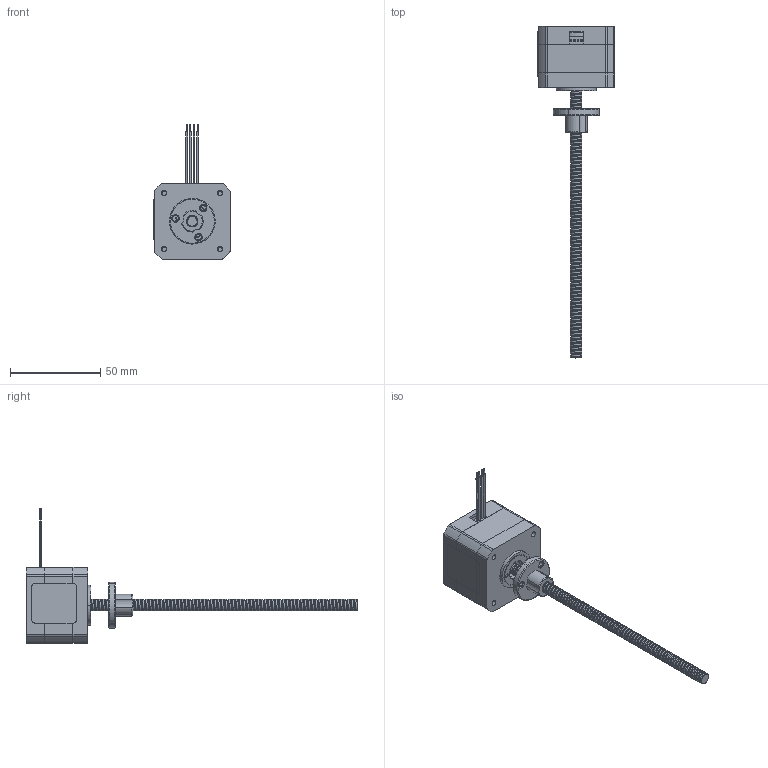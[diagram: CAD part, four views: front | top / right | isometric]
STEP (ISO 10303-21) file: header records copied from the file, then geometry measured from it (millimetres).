
FILE_DESCRIPTION (( 'STEP AP214' ), '1' );
FILE_NAME ('17E21-150.STEP', '2023-03-07T07:45:17', ( '' ), ( '' ), 'SwSTEP 2.0', 'SolidWorks 2022', '' );
FILE_SCHEMA (( 'AUTOMOTIVE_DESIGN' ));
Length unit declared in the file: millimetre
Products named in the file (11): 海顿42 06-183.STP; 06-008.STP; 42单厚铭牌.STP; 17E21-150; 02-020.STP; 01-008.STP; 160.STP; KS B 1023 - A  M 3 x 30 - H(2).STP; 17E21-150.STP; 后盖.STP; 42铭牌.STP
Assembly tree (13 placements, depth 3):
  17E21-150
    17E21-150.STP
      02-020.STP
      01-008.STP
      后盖.STP
      06-008.STP
      160.STP
      海顿42 06-183.STP
      42单厚铭牌.STP
      42铭牌.STP
      KS B 1023 - A  M 3 x 30 - H(2).STP  x4
Bounding box: 42.4 x 184.15 x 74.6 mm (x, y, z)
Volume: 39926.9 mm3; surface area: 35788.4 mm2
Topology: 12 solids, 12 shells, 887 faces, 2387 edges, 1548 vertices
Faces by surface type: cylinder 510, plane 238, cone 97, torus 40, bspline 2
Entity records: 31719 total; most frequent: CARTESIAN_POINT 13324, ORIENTED_EDGE 4188, DIRECTION 3435, EDGE_CURVE 2094, VERTEX_POINT 1368, AXIS2_PLACEMENT_3D 1229, VECTOR 977, LINE 977
